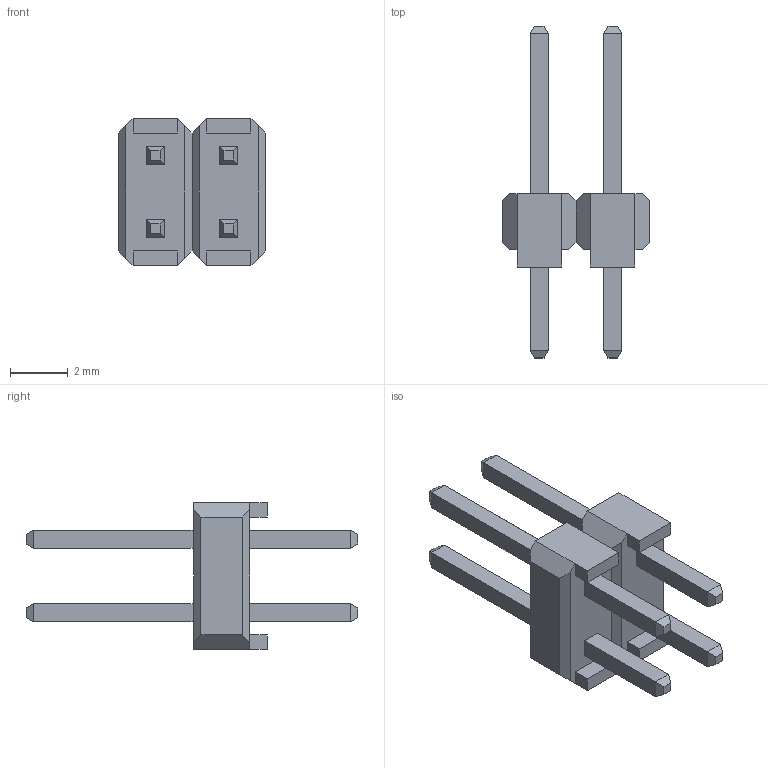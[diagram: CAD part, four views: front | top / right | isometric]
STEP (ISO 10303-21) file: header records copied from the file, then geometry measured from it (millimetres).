
FILE_DESCRIPTION((''),'2;1');
FILE_NAME('M20-976_ASM','2013-03-01T',('wbourne'),(''),'PRO/ENGINEER BY PARAMETRIC TECHNOLOGY CORPORATION, 2012230','PRO/ENGINEER BY PARAMETRIC TECHNOLOGY CORPORATION, 2012230','');
FILE_SCHEMA(('CONFIG_CONTROL_DESIGN'));
Length unit declared in the file: millimetre
Products named in the file (3): M20-976-MOULD; M20-976-PIN; M20-976_ASM
Assembly tree (5 placements, depth 2):
  M20-976_ASM
    M20-976-MOULD
    M20-976-PIN  x4
Bounding box: 5.08 x 11.48 x 5.08 mm (x, y, z)
Volume: 63.9 mm3; surface area: 230.4 mm2
Topology: 5 solids, 5 shells, 114 faces, 268 edges, 164 vertices
Faces by surface type: plane 114
Entity records: 2814 total; most frequent: CARTESIAN_POINT 380, ORIENTED_EDGE 368, DIRECTION 344, PRESENTATION_STYLE_ASSIGNMENT 186, STYLED_ITEM 186, VECTOR 184, LINE 184, CURVE_STYLE 184
